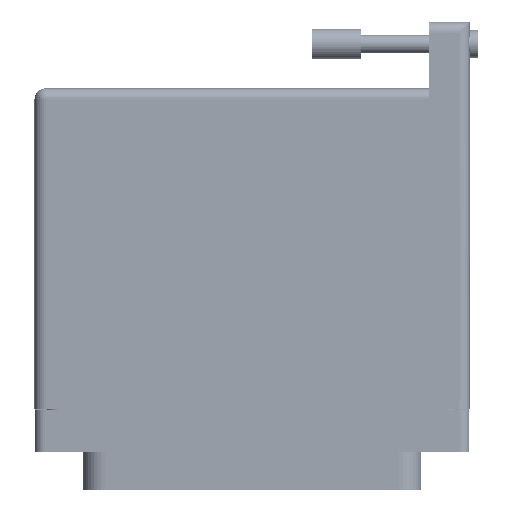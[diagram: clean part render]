
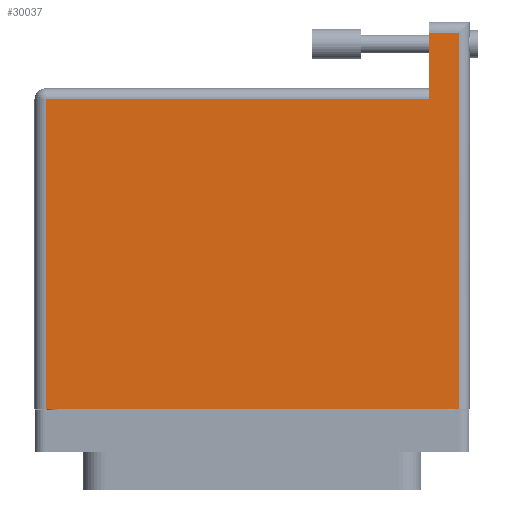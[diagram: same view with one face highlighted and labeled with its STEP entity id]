
A CAD part, front view. The second image highlights one B-rep face of the part: STEP entity #30037.
In plain terms, the highlighted face is planar.
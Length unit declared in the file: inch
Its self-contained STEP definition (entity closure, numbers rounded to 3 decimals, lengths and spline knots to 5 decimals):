
#86 = ORIENTED_EDGE ( 'NONE', *, *, #83511, .T. ) ;
#1245 = VERTEX_POINT ( 'NONE', #1256 ) ;
#1256 = CARTESIAN_POINT ( 'NONE',  ( 1.1215, 1.86, 0.765 ) ) ;
#1429 = DIRECTION ( 'NONE',  ( 0., 1., 0. ) ) ;
#1826 = CARTESIAN_POINT ( 'NONE',  ( -1.3075, -0.1, 0.765 ) ) ;
#4138 = VECTOR ( 'NONE', #20008, 39.37008 ) ;
#4400 = LINE ( 'NONE', #29108, #33473 ) ;
#4630 = CARTESIAN_POINT ( 'NONE',  ( 1.3075, -0.1, 0.765 ) ) ;
#9046 = VERTEX_POINT ( 'NONE', #62590 ) ;
#12463 = ORIENTED_EDGE ( 'NONE', *, *, #67674, .T. ) ;
#16631 = VERTEX_POINT ( 'NONE', #4630 ) ;
#18225 = EDGE_CURVE ( 'NONE', #19548, #16631, #63361, .T. ) ;
#19295 = CARTESIAN_POINT ( 'NONE',  ( -1.3075, 1.86, 0.765 ) ) ;
#19548 = VERTEX_POINT ( 'NONE', #52013 ) ;
#20008 = DIRECTION ( 'NONE',  ( -1., 0., 0. ) ) ;
#20242 = LINE ( 'NONE', #29888, #54603 ) ;
#20396 = ORIENTED_EDGE ( 'NONE', *, *, #83876, .T. ) ;
#21659 = DIRECTION ( 'NONE',  ( 0., -1., 0. ) ) ;
#25389 = CARTESIAN_POINT ( 'NONE',  ( -1.3775, -0.1, 0.765 ) ) ;
#29108 = CARTESIAN_POINT ( 'NONE',  ( 1.3075, 2.35, 0.765 ) ) ;
#29888 = CARTESIAN_POINT ( 'NONE',  ( -1.3775, 1.86, 0.765 ) ) ;
#30037 = ADVANCED_FACE ( 'NONE', ( #66715 ), #82559, .F. ) ;
#30799 = VECTOR ( 'NONE', #84532, 39.37008 ) ;
#32265 = DIRECTION ( 'NONE',  ( 1., 0., 0. ) ) ;
#33351 = VECTOR ( 'NONE', #32265, 39.37008 ) ;
#33473 = VECTOR ( 'NONE', #1429, 39.37008 ) ;
#36146 = LINE ( 'NONE', #1826, #30799 ) ;
#41796 = VECTOR ( 'NONE', #21659, 39.37008 ) ;
#43515 = DIRECTION ( 'NONE',  ( -1., 0., 0. ) ) ;
#44046 = EDGE_CURVE ( 'NONE', #73869, #19548, #36146, .T. ) ;
#47761 = VERTEX_POINT ( 'NONE', #61055 ) ;
#48314 = CARTESIAN_POINT ( 'NONE',  ( -1.3775, 1.93, 0.765 ) ) ;
#48909 = EDGE_LOOP ( 'NONE', ( #54803, #20396, #75790, #57467, #12463, #86 ) ) ;
#52013 = CARTESIAN_POINT ( 'NONE',  ( -1.3075, -0.1, 0.765 ) ) ;
#54603 = VECTOR ( 'NONE', #63498, 39.37008 ) ;
#54803 = ORIENTED_EDGE ( 'NONE', *, *, #72472, .T. ) ;
#57467 = ORIENTED_EDGE ( 'NONE', *, *, #18225, .T. ) ;
#59954 = LINE ( 'NONE', #63300, #41796 ) ;
#61055 = CARTESIAN_POINT ( 'NONE',  ( 1.3075, 2.28, 0.765 ) ) ;
#61083 = CARTESIAN_POINT ( 'NONE',  ( -1.3775, 2.28, 0.765 ) ) ;
#61999 = AXIS2_PLACEMENT_3D ( 'NONE', #48314, #71358, #43515 ) ;
#62590 = CARTESIAN_POINT ( 'NONE',  ( 1.1215, 2.28, 0.765 ) ) ;
#63300 = CARTESIAN_POINT ( 'NONE',  ( 1.1215, 2.35, 0.765 ) ) ;
#63361 = LINE ( 'NONE', #25389, #33351 ) ;
#63498 = DIRECTION ( 'NONE',  ( -1., 0., 0. ) ) ;
#66715 = FACE_OUTER_BOUND ( 'NONE', #48909, .T. ) ;
#67674 = EDGE_CURVE ( 'NONE', #16631, #47761, #4400, .T. ) ;
#71358 = DIRECTION ( 'NONE',  ( 0., 0., -1. ) ) ;
#72472 = EDGE_CURVE ( 'NONE', #9046, #1245, #59954, .T. ) ;
#73869 = VERTEX_POINT ( 'NONE', #19295 ) ;
#75790 = ORIENTED_EDGE ( 'NONE', *, *, #44046, .T. ) ;
#82559 = PLANE ( 'NONE',  #61999 ) ;
#83511 = EDGE_CURVE ( 'NONE', #47761, #9046, #88064, .T. ) ;
#83876 = EDGE_CURVE ( 'NONE', #1245, #73869, #20242, .T. ) ;
#84532 = DIRECTION ( 'NONE',  ( 0., -1., 0. ) ) ;
#88064 = LINE ( 'NONE', #61083, #4138 ) ;
